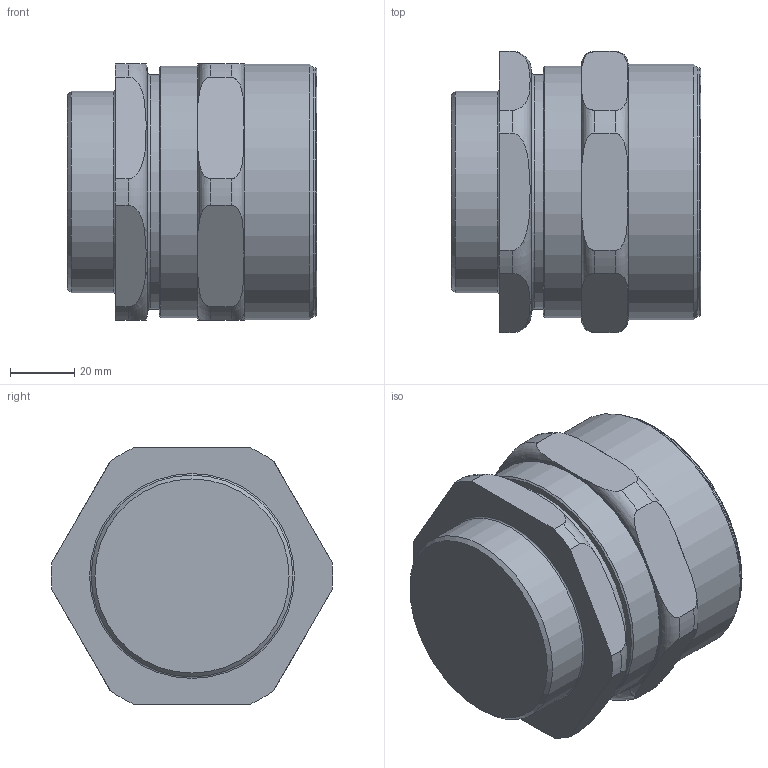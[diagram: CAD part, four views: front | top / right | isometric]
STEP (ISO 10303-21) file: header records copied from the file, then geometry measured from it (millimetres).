
FILE_DESCRIPTION(/* description */ (''),/* implementation_level */ '2;1');
FILE_NAME(/* name */ '150 RAC E.stp',/* time_stamp */ '2019-08-06T11:00:51+06:00',/* author */ ('vinaykumark'),/* organization */ (''),/* preprocessor_version */ 'ST-DEVELOPER v16.13',/* originating_system */ 'Autodesk Inventor 2018',/* authorisation */ '');
FILE_SCHEMA (('AUTOMOTIVE_DESIGN { 1 0 10303 214 3 1 1 }'));
Length unit declared in the file: millimetre
Products named in the file (1): 150 RAC A
Bounding box: 77.9 x 87.96 x 80 mm (x, y, z)
Surface area: 79909.6 mm2
Topology: 6 solids, 6 shells, 161 faces, 337 edges, 190 vertices
Faces by surface type: torus 52, cone 43, cylinder 36, plane 26, sphere 4
Full cylindrical faces by diameter (mm): 1.4 x12, 56.3 x1, 63 x1, 66.45 x1, 72.3 x1, 73 x3, 73.3 x1, 75.421 x1, 77.5 x1, 78.55 x1, 79.84 x1
Entity records: 4200 total; most frequent: CARTESIAN_POINT 1110, DIRECTION 660, ORIENTED_EDGE 426, AXIS2_PLACEMENT_3D 315, EDGE_LOOP 274, EDGE_CURVE 213, VERTEX_POINT 177, FACE_OUTER_BOUND 161
